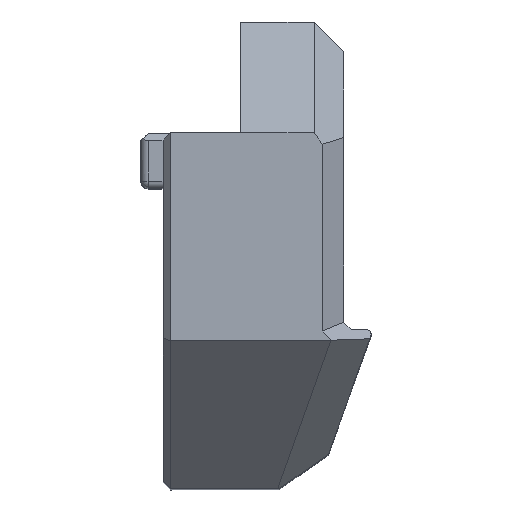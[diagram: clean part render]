
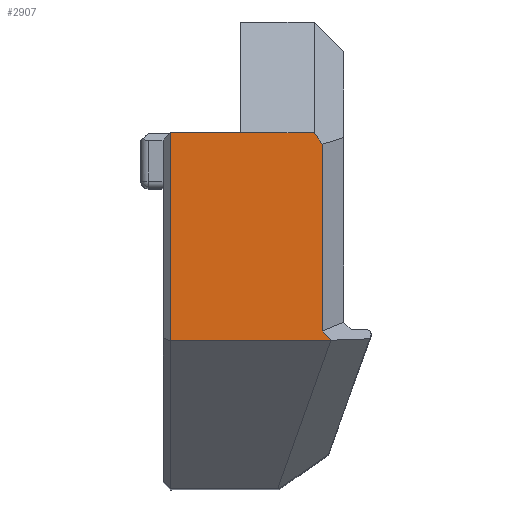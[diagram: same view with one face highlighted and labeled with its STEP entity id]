
A CAD part, top view. The second image highlights one B-rep face of the part: STEP entity #2907.
In plain terms, the highlighted planar face has unit normal (0, 0, 1).
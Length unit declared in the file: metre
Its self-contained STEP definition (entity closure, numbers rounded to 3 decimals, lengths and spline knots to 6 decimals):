
#452=ORIENTED_EDGE('',*,*,#1186,.F.);
#453=ORIENTED_EDGE('',*,*,#1185,.F.);
#454=ORIENTED_EDGE('',*,*,#1103,.F.);
#455=ORIENTED_EDGE('',*,*,#1084,.F.);
#456=ORIENTED_EDGE('',*,*,#1120,.T.);
#457=ORIENTED_EDGE('',*,*,#1187,.T.);
#458=ORIENTED_EDGE('',*,*,#1116,.T.);
#459=ORIENTED_EDGE('',*,*,#1170,.F.);
#460=ORIENTED_EDGE('',*,*,#1166,.F.);
#1084=EDGE_CURVE('',#1479,#1478,#1766,.T.);
#1103=EDGE_CURVE('',#1478,#1496,#1785,.T.);
#1116=EDGE_CURVE('',#1507,#1501,#1798,.T.);
#1120=EDGE_CURVE('',#1479,#1509,#1802,.T.);
#1166=EDGE_CURVE('',#1537,#1539,#1834,.T.);
#1170=EDGE_CURVE('',#1539,#1501,#1838,.T.);
#1185=EDGE_CURVE('',#1496,#1549,#1853,.T.);
#1186=EDGE_CURVE('',#1549,#1537,#1854,.T.);
#1187=EDGE_CURVE('',#1509,#1507,#1855,.T.);
#1478=VERTEX_POINT('',#4128);
#1479=VERTEX_POINT('',#4131);
#1496=VERTEX_POINT('',#4171);
#1501=VERTEX_POINT('',#4184);
#1507=VERTEX_POINT('',#4199);
#1509=VERTEX_POINT('',#4207);
#1537=VERTEX_POINT('',#4297);
#1539=VERTEX_POINT('',#4300);
#1549=VERTEX_POINT('',#4334);
#1766=LINE('',#4132,#2106);
#1785=LINE('',#4170,#2125);
#1798=LINE('',#4198,#2138);
#1802=LINE('',#4206,#2142);
#1834=LINE('',#4299,#2174);
#1838=LINE('',#4307,#2178);
#1853=LINE('',#4335,#2193);
#1854=LINE('',#4337,#2194);
#1855=LINE('',#4338,#2195);
#2106=VECTOR('',#3385,1.);
#2125=VECTOR('',#3410,1.);
#2138=VECTOR('',#3431,1.);
#2142=VECTOR('',#3439,1.);
#2174=VECTOR('',#3533,1.);
#2178=VECTOR('',#3539,1.);
#2193=VECTOR('',#3564,1.);
#2194=VECTOR('',#3567,1.);
#2195=VECTOR('',#3568,1.);
#2440=EDGE_LOOP('',(#452,#453,#454,#455,#456,#457,#458,#459,#460));
#2616=FACE_BOUND('',#2440,.T.);
#2772=PLANE('',#3111);
#2907=ADVANCED_FACE('',(#2616),#2772,.F.);
#3111=AXIS2_PLACEMENT_3D('',#4336,#3565,#3566);
#3385=DIRECTION('',(0.577,-0.816,0.));
#3410=DIRECTION('',(0.,-1.,0.));
#3431=DIRECTION('',(-1.,0.,0.));
#3439=DIRECTION('',(-1.,0.,0.));
#3533=DIRECTION('',(-1.,0.,0.));
#3539=DIRECTION('',(0.,1.,0.));
#3564=DIRECTION('',(0.707,-0.707,0.));
#3565=DIRECTION('',(0.,0.,-1.));
#3566=DIRECTION('',(1.,0.,0.));
#3567=DIRECTION('',(-0.743,-0.669,0.));
#3568=DIRECTION('',(0.,-1.,0.));
#4128=CARTESIAN_POINT('',(0.004339,0.003683,0.047999));
#4131=CARTESIAN_POINT('',(0.003893,0.004312,0.047999));
#4132=CARTESIAN_POINT('',(0.004917,0.002864,0.047999));
#4170=CARTESIAN_POINT('',(0.004339,-0.00468,0.047999));
#4171=CARTESIAN_POINT('',(0.004339,-0.006428,0.047999));
#4184=CARTESIAN_POINT('',(-0.003893,0.004311,0.047999));
#4198=CARTESIAN_POINT('',(-0.001458,0.004311,0.047999));
#4199=CARTESIAN_POINT('',(-0.000093,0.004311,0.047999));
#4206=CARTESIAN_POINT('',(0.001377,0.004312,0.047999));
#4207=CARTESIAN_POINT('',(-0.000093,0.004312,0.047999));
#4297=CARTESIAN_POINT('',(0.004793,-0.006969,0.047999));
#4299=CARTESIAN_POINT('',(-0.001458,-0.006969,0.047999));
#4300=CARTESIAN_POINT('',(-0.003893,-0.006969,0.047999));
#4307=CARTESIAN_POINT('',(-0.003893,0.0004,0.047999));
#4334=CARTESIAN_POINT('',(0.004839,-0.006928,0.047999));
#4335=CARTESIAN_POINT('',(0.003138,-0.005228,0.047999));
#4336=CARTESIAN_POINT('',(0.001377,-0.00351,0.047999));
#4337=CARTESIAN_POINT('',(0.003621,-0.008024,0.047999));
#4338=CARTESIAN_POINT('',(-0.000093,0.002401,0.047999));
